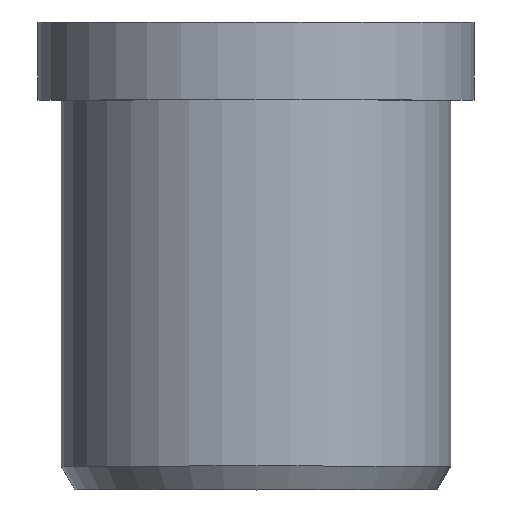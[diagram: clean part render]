
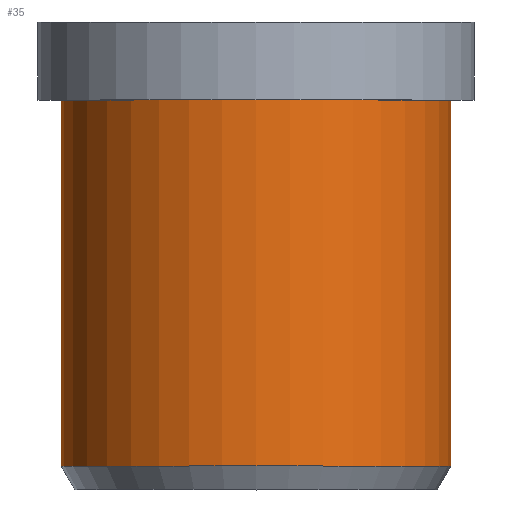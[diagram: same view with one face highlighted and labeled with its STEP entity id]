
A CAD part, top view. The second image highlights one B-rep face of the part: STEP entity #35.
In plain terms, the highlighted cylindrical face has radius 2.5 mm (diameter 5 mm), a full revolution.
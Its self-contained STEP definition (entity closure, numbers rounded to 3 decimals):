
#35 = ADVANCED_FACE( '', ( #74, #75 ), #76, .T. );
#74 = FACE_OUTER_BOUND( '', #124, .T. );
#75 = FACE_OUTER_BOUND( '', #125, .T. );
#76 = CYLINDRICAL_SURFACE( '', #126, 2.5 );
#124 = EDGE_LOOP( '', ( #168 ) );
#125 = EDGE_LOOP( '', ( #169 ) );
#126 = AXIS2_PLACEMENT_3D( '', #170, #171, #172 );
#168 = ORIENTED_EDGE( '', *, *, #232, .F. );
#169 = ORIENTED_EDGE( '', *, *, #233, .T. );
#170 = CARTESIAN_POINT( '', ( 0., 6., 0. ) );
#171 = DIRECTION( '', ( 0., -1., 0. ) );
#172 = DIRECTION( '', ( -1., 0., 0. ) );
#232 = EDGE_CURVE( '', #254, #254, #255, .T. );
#233 = EDGE_CURVE( '', #256, #256, #257, .T. );
#254 = VERTEX_POINT( '', #283 );
#255 = CIRCLE( '', #284, 2.5 );
#256 = VERTEX_POINT( '', #285 );
#257 = CIRCLE( '', #286, 2.5 );
#283 = CARTESIAN_POINT( '', ( -2.5, 5., 0. ) );
#284 = AXIS2_PLACEMENT_3D( '', #311, #312, #313 );
#285 = CARTESIAN_POINT( '', ( -2.5, 0.3, 0. ) );
#286 = AXIS2_PLACEMENT_3D( '', #314, #315, #316 );
#311 = CARTESIAN_POINT( '', ( 0., 5., 0. ) );
#312 = DIRECTION( '', ( 0., 1., 0. ) );
#313 = DIRECTION( '', ( -1., 0., 0. ) );
#314 = CARTESIAN_POINT( '', ( 0., 0.3, 0. ) );
#315 = DIRECTION( '', ( 0., 1., 0. ) );
#316 = DIRECTION( '', ( -1., 0., 0. ) );
